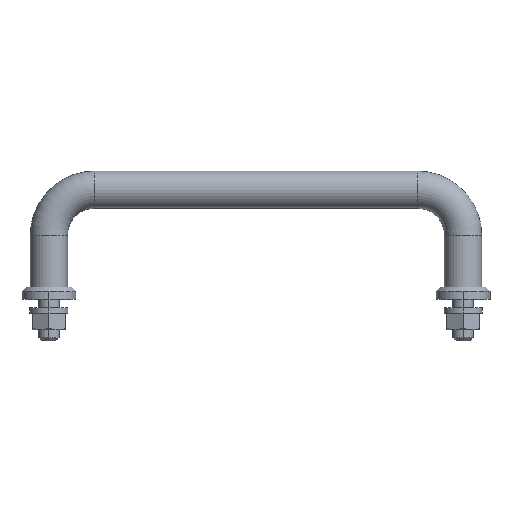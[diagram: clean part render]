
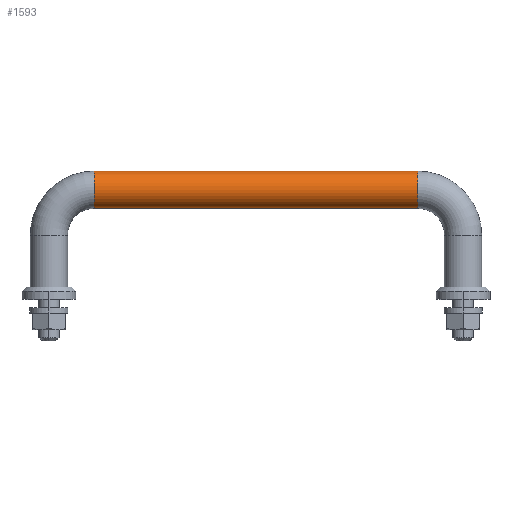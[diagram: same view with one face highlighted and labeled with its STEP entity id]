
A CAD part, top view. The second image highlights one B-rep face of the part: STEP entity #1593.
In plain terms, the highlighted cylindrical face has radius 4.5 mm (diameter 9 mm), a partial arc.
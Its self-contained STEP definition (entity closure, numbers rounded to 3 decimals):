
#2 = DIRECTION ( 'NONE',  ( 0., 1., 0. ) ) ;
#50 = FACE_OUTER_BOUND ( 'NONE', #88, .T. ) ;
#78 = ORIENTED_EDGE ( 'NONE', *, *, #1386, .T. ) ;
#88 = EDGE_LOOP ( 'NONE', ( #921, #78, #656, #1352 ) ) ;
#99 = EDGE_CURVE ( 'NONE', #903, #1364, #618, .T. ) ;
#154 = CARTESIAN_POINT ( 'NONE',  ( 39., 25.5, 0. ) ) ;
#241 = AXIS2_PLACEMENT_3D ( 'NONE', #154, #646, #1479 ) ;
#260 = CIRCLE ( 'NONE', #241, 4.5 ) ;
#287 = CARTESIAN_POINT ( 'NONE',  ( 39., 21., 0. ) ) ;
#506 = AXIS2_PLACEMENT_3D ( 'NONE', #1237, #549, #2 ) ;
#549 = DIRECTION ( 'NONE',  ( 1., 0., 0. ) ) ;
#593 = CARTESIAN_POINT ( 'NONE',  ( -39., 25.5, 0. ) ) ;
#618 = LINE ( 'NONE', #1094, #945 ) ;
#642 = EDGE_CURVE ( 'NONE', #903, #666, #941, .T. ) ;
#646 = DIRECTION ( 'NONE',  ( 1., 0., 0. ) ) ;
#656 = ORIENTED_EDGE ( 'NONE', *, *, #1513, .F. ) ;
#666 = VERTEX_POINT ( 'NONE', #1152 ) ;
#736 = DIRECTION ( 'NONE',  ( 0., 0., 1. ) ) ;
#880 = AXIS2_PLACEMENT_3D ( 'NONE', #593, #1575, #736 ) ;
#903 = VERTEX_POINT ( 'NONE', #1290 ) ;
#921 = ORIENTED_EDGE ( 'NONE', *, *, #642, .T. ) ;
#938 = VECTOR ( 'NONE', #1712, 1000. ) ;
#941 = CIRCLE ( 'NONE', #880, 4.5 ) ;
#945 = VECTOR ( 'NONE', #954, 1000. ) ;
#954 = DIRECTION ( 'NONE',  ( 1., 0., 0. ) ) ;
#980 = LINE ( 'NONE', #1300, #938 ) ;
#1094 = CARTESIAN_POINT ( 'NONE',  ( -39., 30., 0. ) ) ;
#1152 = CARTESIAN_POINT ( 'NONE',  ( -39., 21., 0. ) ) ;
#1237 = CARTESIAN_POINT ( 'NONE',  ( -39., 25.5, 0. ) ) ;
#1284 = CYLINDRICAL_SURFACE ( 'NONE', #506, 4.5 ) ;
#1290 = CARTESIAN_POINT ( 'NONE',  ( -39., 30., 0. ) ) ;
#1300 = CARTESIAN_POINT ( 'NONE',  ( -39., 21., 0. ) ) ;
#1352 = ORIENTED_EDGE ( 'NONE', *, *, #99, .F. ) ;
#1364 = VERTEX_POINT ( 'NONE', #1453 ) ;
#1386 = EDGE_CURVE ( 'NONE', #666, #1521, #980, .T. ) ;
#1453 = CARTESIAN_POINT ( 'NONE',  ( 39., 30., 0. ) ) ;
#1479 = DIRECTION ( 'NONE',  ( 0., 0., 1. ) ) ;
#1513 = EDGE_CURVE ( 'NONE', #1364, #1521, #260, .T. ) ;
#1521 = VERTEX_POINT ( 'NONE', #287 ) ;
#1575 = DIRECTION ( 'NONE',  ( 1., 0., 0. ) ) ;
#1593 = ADVANCED_FACE ( 'NONE', ( #50 ), #1284, .T. ) ;
#1712 = DIRECTION ( 'NONE',  ( 1., 0., 0. ) ) ;
